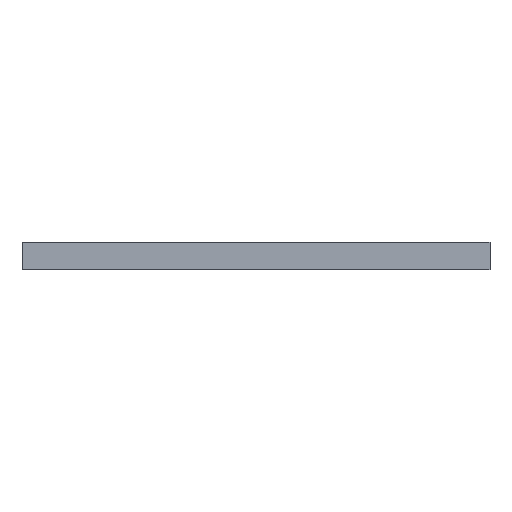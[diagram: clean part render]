
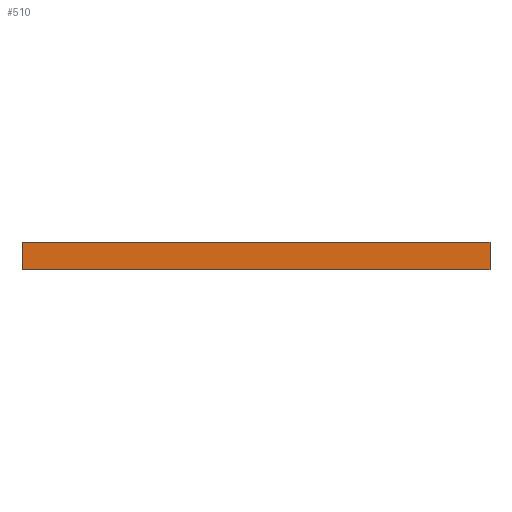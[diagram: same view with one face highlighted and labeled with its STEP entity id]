
A CAD part, left-side view. The second image highlights one B-rep face of the part: STEP entity #510.
In plain terms, the highlighted planar face has unit normal (-1, 0, 0).
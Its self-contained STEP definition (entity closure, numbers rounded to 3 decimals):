
#11 = PLANE ( 'NONE',  #739 ) ;
#18 = VERTEX_POINT ( 'NONE', #316 ) ;
#47 = LINE ( 'NONE', #878, #612 ) ;
#84 = ORIENTED_EDGE ( 'NONE', *, *, #943, .T. ) ;
#93 = DIRECTION ( 'NONE',  ( 0., 1., 0. ) ) ;
#180 = DIRECTION ( 'NONE',  ( 1., 0., 0. ) ) ;
#241 = EDGE_CURVE ( 'NONE', #350, #524, #756, .T. ) ;
#259 = DIRECTION ( 'NONE',  ( 0., 0., -1. ) ) ;
#311 = CARTESIAN_POINT ( 'NONE',  ( -38.459, -20.114, 1. ) ) ;
#316 = CARTESIAN_POINT ( 'NONE',  ( -38.459, -37.114, 0. ) ) ;
#348 = LINE ( 'NONE', #506, #418 ) ;
#350 = VERTEX_POINT ( 'NONE', #813 ) ;
#393 = LINE ( 'NONE', #311, #830 ) ;
#418 = VECTOR ( 'NONE', #259, 1000. ) ;
#422 = CARTESIAN_POINT ( 'NONE',  ( -38.459, -20.114, 0. ) ) ;
#462 = EDGE_CURVE ( 'NONE', #633, #18, #348, .T. ) ;
#506 = CARTESIAN_POINT ( 'NONE',  ( -38.459, -37.114, 1. ) ) ;
#510 = ADVANCED_FACE ( 'NONE', ( #862 ), #11, .F. ) ;
#524 = VERTEX_POINT ( 'NONE', #422 ) ;
#567 = CARTESIAN_POINT ( 'NONE',  ( -38.459, -20.114, 1. ) ) ;
#577 = CARTESIAN_POINT ( 'NONE',  ( -38.459, -20.114, 1. ) ) ;
#612 = VECTOR ( 'NONE', #806, 1000. ) ;
#627 = VECTOR ( 'NONE', #1016, 1000. ) ;
#633 = VERTEX_POINT ( 'NONE', #745 ) ;
#637 = ORIENTED_EDGE ( 'NONE', *, *, #650, .F. ) ;
#650 = EDGE_CURVE ( 'NONE', #350, #633, #393, .T. ) ;
#739 = AXIS2_PLACEMENT_3D ( 'NONE', #577, #180, #93 ) ;
#745 = CARTESIAN_POINT ( 'NONE',  ( -38.459, -37.114, 1. ) ) ;
#756 = LINE ( 'NONE', #567, #627 ) ;
#760 = ORIENTED_EDGE ( 'NONE', *, *, #462, .F. ) ;
#806 = DIRECTION ( 'NONE',  ( 0., -1., 0. ) ) ;
#813 = CARTESIAN_POINT ( 'NONE',  ( -38.459, -20.114, 1. ) ) ;
#830 = VECTOR ( 'NONE', #834, 1000. ) ;
#834 = DIRECTION ( 'NONE',  ( 0., -1., 0. ) ) ;
#838 = ORIENTED_EDGE ( 'NONE', *, *, #241, .T. ) ;
#862 = FACE_OUTER_BOUND ( 'NONE', #913, .T. ) ;
#878 = CARTESIAN_POINT ( 'NONE',  ( -38.459, -20.114, 0. ) ) ;
#913 = EDGE_LOOP ( 'NONE', ( #84, #760, #637, #838 ) ) ;
#943 = EDGE_CURVE ( 'NONE', #524, #18, #47, .T. ) ;
#1016 = DIRECTION ( 'NONE',  ( 0., 0., -1. ) ) ;
